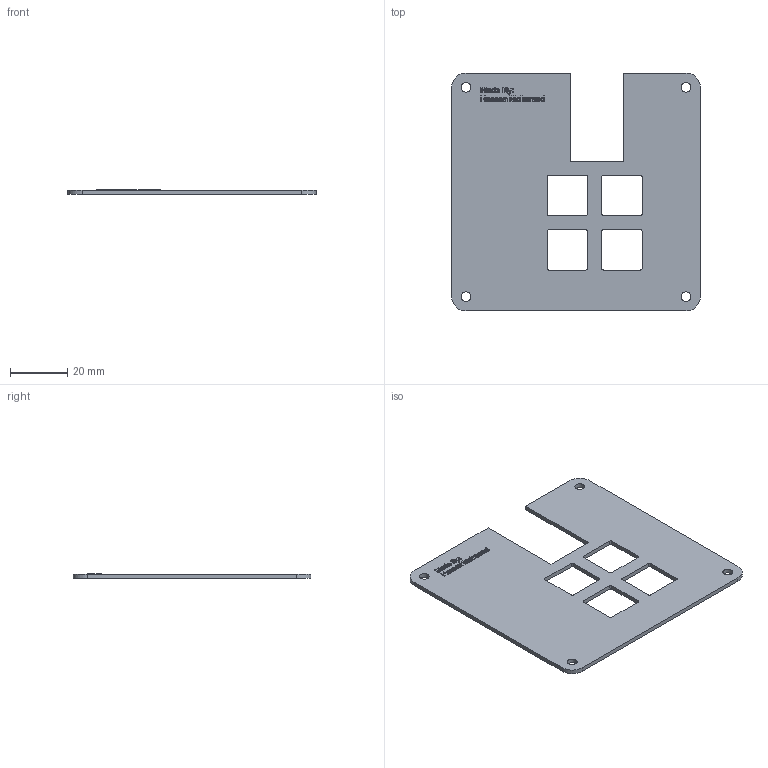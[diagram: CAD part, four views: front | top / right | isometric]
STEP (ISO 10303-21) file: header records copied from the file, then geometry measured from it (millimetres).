
FILE_DESCRIPTION(/* description */ (''),/* implementation_level */ '2;1');
FILE_NAME(/* name */ 'Case top v1.step',/* time_stamp */ '2025-06-09T01:13:16+03:00',/* author */ (''),/* organization */ (''),/* preprocessor_version */ 'ST-DEVELOPER v20.1',/* originating_system */ 'Autodesk Translation Framework v14.4.0.0',/* authorisation */ '');
FILE_SCHEMA (('AUTOMOTIVE_DESIGN { 1 0 10303 214 3 1 1 }'));
Length unit declared in the file: centimetre
Products named in the file (1): Case top
Bounding box: 86.67 x 82.93 x 1.7 mm (x, y, z)
Volume: 8666.1 mm3; surface area: 12567.4 mm2
Topology: 1 solids, 1 shells, 529 faces, 1485 edges, 990 vertices
Faces by surface type: bspline 317, plane 188, cylinder 24
Full cylindrical faces by diameter (mm): 3.4 x4
Entity records: 19962 total; most frequent: CARTESIAN_POINT 8394, ORIENTED_EDGE 2970, EDGE_CURVE 1485, DIRECTION 1325, VERTEX_POINT 990, LINE 803, VECTOR 803, B_SPLINE_CURVE_WITH_KNOTS 634
